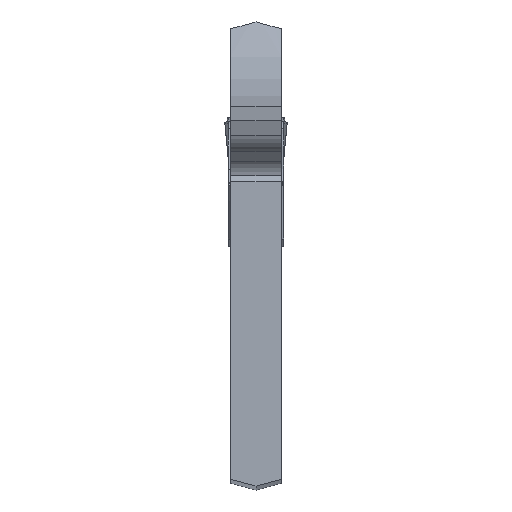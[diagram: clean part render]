
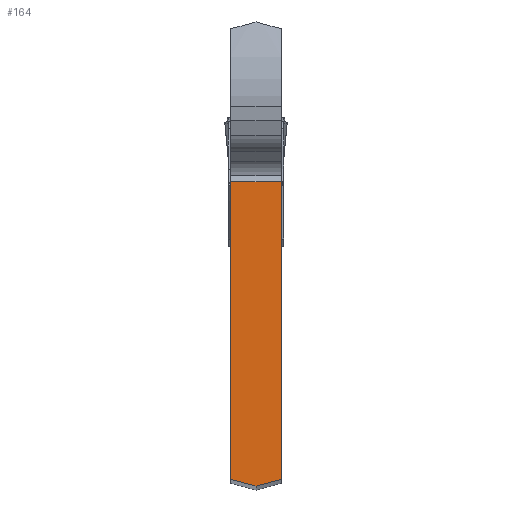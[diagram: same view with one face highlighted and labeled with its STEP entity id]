
A CAD part, top view. The second image highlights one B-rep face of the part: STEP entity #164.
In plain terms, the highlighted planar face has unit normal (0, 0, 1).
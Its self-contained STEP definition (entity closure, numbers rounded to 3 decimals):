
#164=ADVANCED_FACE('',(#282),#223,.F.);
#223=PLANE('',#1536);
#282=FACE_OUTER_BOUND('',#351,.T.);
#351=EDGE_LOOP('',(#611,#612,#613,#614,#615));
#611=ORIENTED_EDGE('',*,*,#1086,.T.);
#612=ORIENTED_EDGE('',*,*,#1087,.F.);
#613=ORIENTED_EDGE('',*,*,#1088,.F.);
#614=ORIENTED_EDGE('',*,*,#1089,.F.);
#615=ORIENTED_EDGE('',*,*,#1090,.F.);
#912=VERTEX_POINT('',#14054);
#913=VERTEX_POINT('',#14055);
#914=VERTEX_POINT('',#14057);
#915=VERTEX_POINT('',#14059);
#916=VERTEX_POINT('',#14061);
#1086=EDGE_CURVE('',#912,#913,#1256,.T.);
#1087=EDGE_CURVE('',#914,#913,#1257,.T.);
#1088=EDGE_CURVE('',#915,#914,#1258,.T.);
#1089=EDGE_CURVE('',#916,#915,#1259,.T.);
#1090=EDGE_CURVE('',#912,#916,#1260,.T.);
#1256=LINE('',#14053,#1394);
#1257=LINE('',#14056,#1395);
#1258=LINE('',#14058,#1396);
#1259=LINE('',#14060,#1397);
#1260=LINE('',#14062,#1398);
#1394=VECTOR('',#1774,1.);
#1395=VECTOR('',#1775,1.);
#1396=VECTOR('',#1776,1.);
#1397=VECTOR('',#1777,1.);
#1398=VECTOR('',#1778,1.);
#1536=AXIS2_PLACEMENT_3D('',#14063,#1779,#1780);
#1774=DIRECTION('',(-1.,0.,0.));
#1775=DIRECTION('',(0.,1.,0.));
#1776=DIRECTION('',(-0.966,0.259,0.));
#1777=DIRECTION('',(-0.966,-0.259,0.));
#1778=DIRECTION('',(0.,-1.,0.));
#1779=DIRECTION('',(0.,0.,-1.));
#1780=DIRECTION('',(0.,1.,0.));
#14053=CARTESIAN_POINT('',(10.,-10.687,75.));
#14054=CARTESIAN_POINT('',(1.7,-10.687,75.));
#14055=CARTESIAN_POINT('',(-1.7,-10.687,75.));
#14056=CARTESIAN_POINT('',(-1.7,-30.534,75.));
#14057=CARTESIAN_POINT('',(-1.7,-30.534,75.));
#14058=CARTESIAN_POINT('',(0.,-30.99,75.));
#14059=CARTESIAN_POINT('',(0.,-30.99,75.));
#14060=CARTESIAN_POINT('',(1.7,-30.534,75.));
#14061=CARTESIAN_POINT('',(1.7,-30.534,75.));
#14062=CARTESIAN_POINT('',(1.7,-0.456,75.));
#14063=CARTESIAN_POINT('',(-1.7,-30.534,75.));
